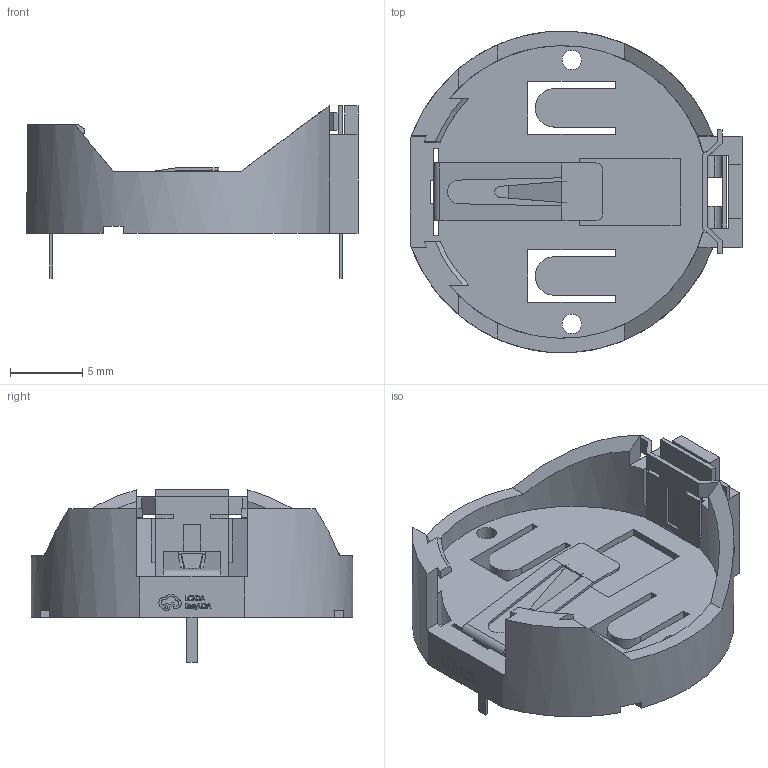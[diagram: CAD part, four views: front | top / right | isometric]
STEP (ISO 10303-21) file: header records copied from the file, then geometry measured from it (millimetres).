
FILE_DESCRIPTION (( 'STEP AP214' ), '1' );
FILE_NAME ('BAT-TH_XDBS-CR2032-9.STEP', '2025-05-27T12:00:41', ( '' ), ( '' ), 'SwSTEP 2.0', 'SolidWorks 2020', '' );
FILE_SCHEMA (( 'AUTOMOTIVE_DESIGN' ));
Length unit declared in the file: millimetre
Products named in the file (1): BAT-TH_XDBS-CR2032-9
Bounding box: 22.9 x 22.2 x 11.9 mm (x, y, z)
Volume: 1164.4 mm3; surface area: 1991.9 mm2
Topology: 3 solids, 3 shells, 403 faces, 1139 edges, 756 vertices
Faces by surface type: plane 268, bspline 98, cylinder 31, torus 4, cone 2
Entity records: 17988 total; most frequent: CARTESIAN_POINT 3653, ORIENTED_EDGE 2278, DIRECTION 1629, EDGE_CURVE 1139, VECTOR 829, LINE 829, VERTEX_POINT 756, EDGE_LOOP 437
